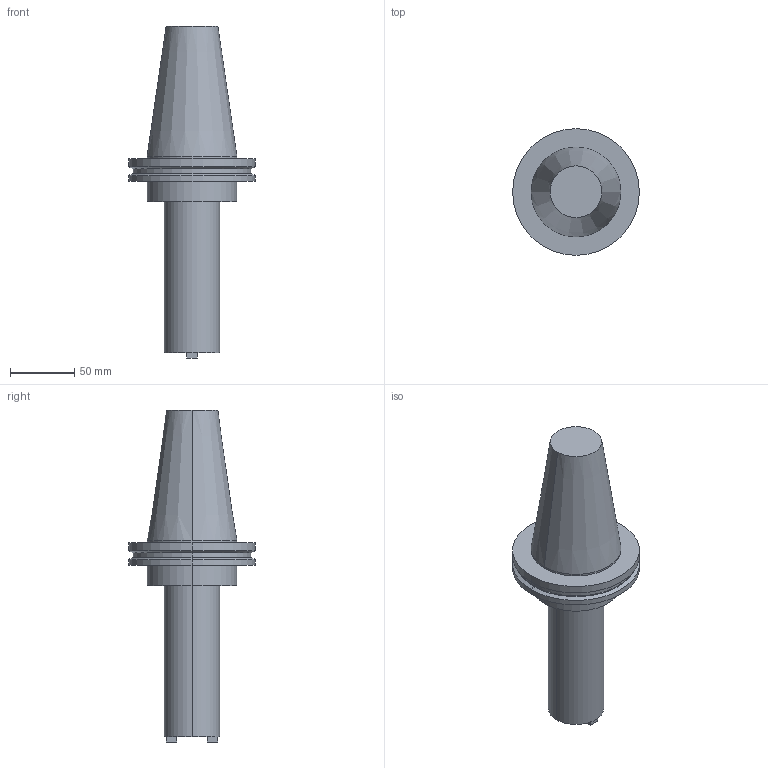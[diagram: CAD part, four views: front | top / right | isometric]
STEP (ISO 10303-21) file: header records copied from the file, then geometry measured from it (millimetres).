
FILE_DESCRIPTION (( 'STEP AP203' ), '1' );
FILE_NAME ('BCV50-SMC_750-6.stp', '2022-03-03T19:53:13', ( '' ), ( '' ), 'SwSTEP 2.0', 'SolidWorks 2021', '' );
FILE_SCHEMA (( 'CONFIG_CONTROL_DESIGN' ));
Length unit declared in the file: millimetre
Products named in the file (1): BCV50-SMC_750-6
Bounding box: 98.43 x 98.43 x 257.96 mm (x, y, z)
Volume: 606250.3 mm3; surface area: 60159.4 mm2
Topology: 1 solids, 1 shells, 38 faces, 78 edges, 50 vertices
Faces by surface type: plane 18, cylinder 14, cone 6
Entity records: 1085 total; most frequent: DIRECTION 190, CARTESIAN_POINT 167, ORIENTED_EDGE 156, EDGE_CURVE 78, AXIS2_PLACEMENT_3D 73, VERTEX_POINT 50, EDGE_LOOP 46, LINE 44
